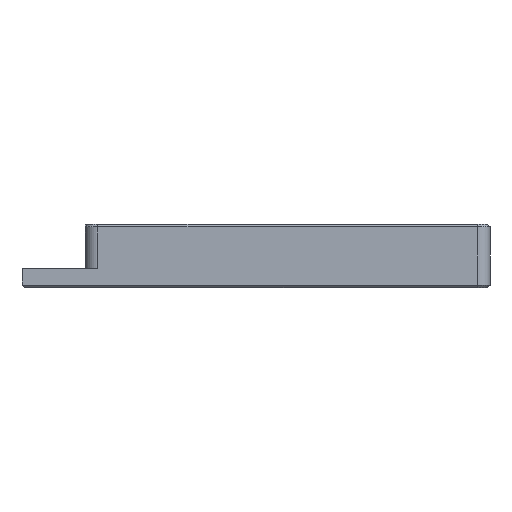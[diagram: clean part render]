
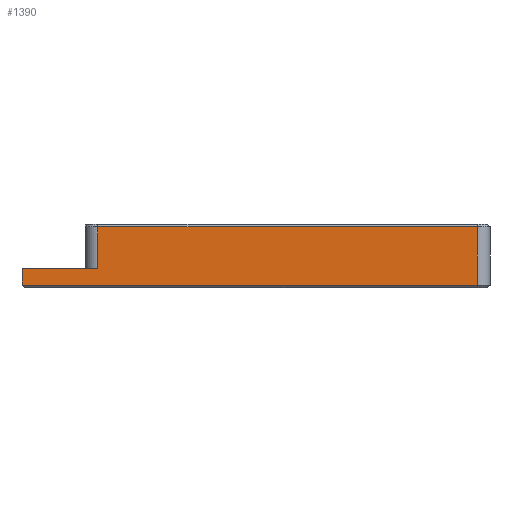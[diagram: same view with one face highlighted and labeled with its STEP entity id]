
A CAD part, left-side view. The second image highlights one B-rep face of the part: STEP entity #1390.
In plain terms, the highlighted planar face has unit normal (-1, 0, 0).
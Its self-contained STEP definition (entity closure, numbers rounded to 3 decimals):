
#105 = VERTEX_POINT ( 'NONE', #1996 ) ;
#138 = CARTESIAN_POINT ( 'NONE',  ( -120., -18.5, 5. ) ) ;
#191 = EDGE_CURVE ( 'NONE', #924, #105, #357, .T. ) ;
#299 = LINE ( 'NONE', #1352, #1999 ) ;
#357 = LINE ( 'NONE', #2441, #898 ) ;
#458 = CARTESIAN_POINT ( 'NONE',  ( -120., -17.5, 5. ) ) ;
#493 = CARTESIAN_POINT ( 'NONE',  ( -120., -17.5, 4.8 ) ) ;
#597 = DIRECTION ( 'NONE',  ( 1., 0., 0. ) ) ;
#695 = DIRECTION ( 'NONE',  ( 0., 1., 0. ) ) ;
#709 = VERTEX_POINT ( 'NONE', #2524 ) ;
#757 = VERTEX_POINT ( 'NONE', #2111 ) ;
#762 = DIRECTION ( 'NONE',  ( 0., 0., -1. ) ) ;
#799 = ORIENTED_EDGE ( 'NONE', *, *, #2084, .F. ) ;
#807 = CARTESIAN_POINT ( 'NONE',  ( -120., 18.5, 5. ) ) ;
#845 = ORIENTED_EDGE ( 'NONE', *, *, #1395, .T. ) ;
#896 = EDGE_CURVE ( 'NONE', #757, #709, #2392, .T. ) ;
#898 = VECTOR ( 'NONE', #2706, 1000. ) ;
#918 = FACE_OUTER_BOUND ( 'NONE', #1187, .T. ) ;
#924 = VERTEX_POINT ( 'NONE', #2609 ) ;
#1019 = ORIENTED_EDGE ( 'NONE', *, *, #2582, .T. ) ;
#1022 = ORIENTED_EDGE ( 'NONE', *, *, #191, .T. ) ;
#1034 = CARTESIAN_POINT ( 'NONE',  ( -120., 18.5, 1.5 ) ) ;
#1062 = CARTESIAN_POINT ( 'NONE',  ( -120., 18.5, 1.5 ) ) ;
#1078 = CARTESIAN_POINT ( 'NONE',  ( -120., -18.5, 0.2 ) ) ;
#1149 = ORIENTED_EDGE ( 'NONE', *, *, #2148, .T. ) ;
#1152 = DIRECTION ( 'NONE',  ( 0., 0., -1. ) ) ;
#1187 = EDGE_LOOP ( 'NONE', ( #845, #1783, #1019, #1149, #1022, #799 ) ) ;
#1240 = LINE ( 'NONE', #1062, #2315 ) ;
#1290 = LINE ( 'NONE', #458, #1546 ) ;
#1352 = CARTESIAN_POINT ( 'NONE',  ( -120., 12.5, 4.8 ) ) ;
#1390 = ADVANCED_FACE ( 'NONE', ( #918 ), #2717, .F. ) ;
#1395 = EDGE_CURVE ( 'NONE', #2061, #757, #1997, .T. ) ;
#1529 = VECTOR ( 'NONE', #1728, 1000. ) ;
#1546 = VECTOR ( 'NONE', #1752, 1000. ) ;
#1718 = VERTEX_POINT ( 'NONE', #493 ) ;
#1728 = DIRECTION ( 'NONE',  ( 0., -1., 0. ) ) ;
#1752 = DIRECTION ( 'NONE',  ( 0., 0., 1. ) ) ;
#1783 = ORIENTED_EDGE ( 'NONE', *, *, #896, .T. ) ;
#1853 = VECTOR ( 'NONE', #762, 1000. ) ;
#1996 = CARTESIAN_POINT ( 'NONE',  ( -120., 12.5, 1.5 ) ) ;
#1997 = LINE ( 'NONE', #807, #1853 ) ;
#1999 = VECTOR ( 'NONE', #695, 1000. ) ;
#2061 = VERTEX_POINT ( 'NONE', #1034 ) ;
#2084 = EDGE_CURVE ( 'NONE', #2061, #105, #1240, .T. ) ;
#2111 = CARTESIAN_POINT ( 'NONE',  ( -120., 18.5, 0.2 ) ) ;
#2148 = EDGE_CURVE ( 'NONE', #1718, #924, #299, .T. ) ;
#2252 = AXIS2_PLACEMENT_3D ( 'NONE', #138, #597, #1152 ) ;
#2315 = VECTOR ( 'NONE', #2552, 1000. ) ;
#2392 = LINE ( 'NONE', #1078, #1529 ) ;
#2441 = CARTESIAN_POINT ( 'NONE',  ( -120., 12.5, 5. ) ) ;
#2524 = CARTESIAN_POINT ( 'NONE',  ( -120., -17.5, 0.2 ) ) ;
#2552 = DIRECTION ( 'NONE',  ( 0., -1., 0. ) ) ;
#2582 = EDGE_CURVE ( 'NONE', #709, #1718, #1290, .T. ) ;
#2609 = CARTESIAN_POINT ( 'NONE',  ( -120., 12.5, 4.8 ) ) ;
#2706 = DIRECTION ( 'NONE',  ( 0., 0., -1. ) ) ;
#2717 = PLANE ( 'NONE',  #2252 ) ;
